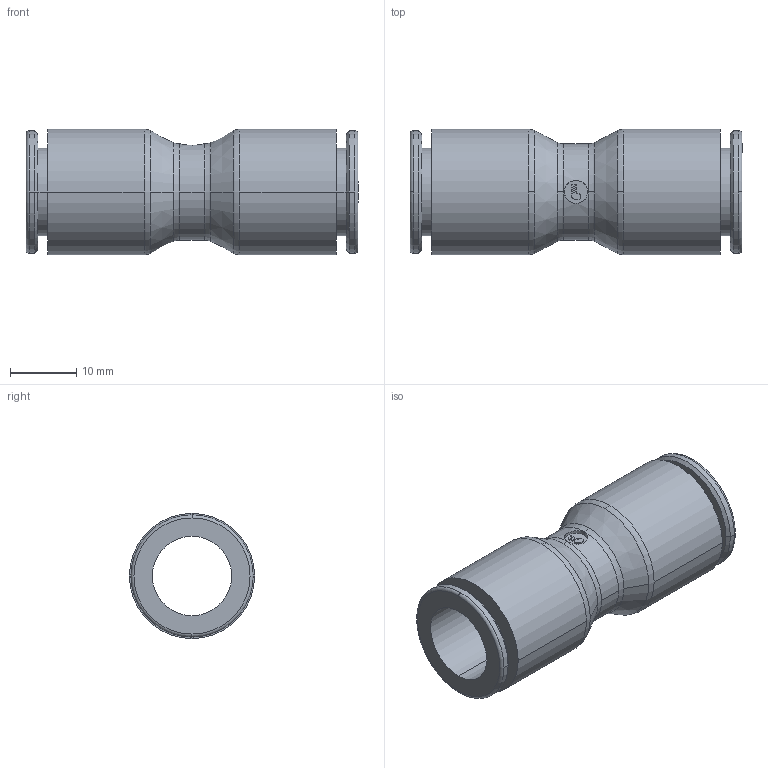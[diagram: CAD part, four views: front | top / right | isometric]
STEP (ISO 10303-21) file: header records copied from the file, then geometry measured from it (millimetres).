
FILE_DESCRIPTION(('STEP AP214'),'1');
FILE_NAME('6306_12_00WP2.stp','2016-07-07T14:17:16',('TraceParts'),('TraceParts S.A.'),'Spatial InterOp 3D',' ',' ');
FILE_SCHEMA(('automotive_design'));
Length unit declared in the file: millimetre
Products named in the file (1): 1
Bounding box: 50.23 x 18.95 x 18.95 mm (x, y, z)
Volume: 6917 mm3; surface area: 5571.4 mm2
Topology: 1 solids, 1 shells, 67 faces, 170 edges, 113 vertices
Faces by surface type: cylinder 24, plane 23, torus 12, cone 8
Entity records: 2152 total; most frequent: CARTESIAN_POINT 418, DIRECTION 399, ORIENTED_EDGE 340, EDGE_CURVE 170, AXIS2_PLACEMENT_3D 164, VERTEX_POINT 113, CIRCLE 96, EDGE_LOOP 77
